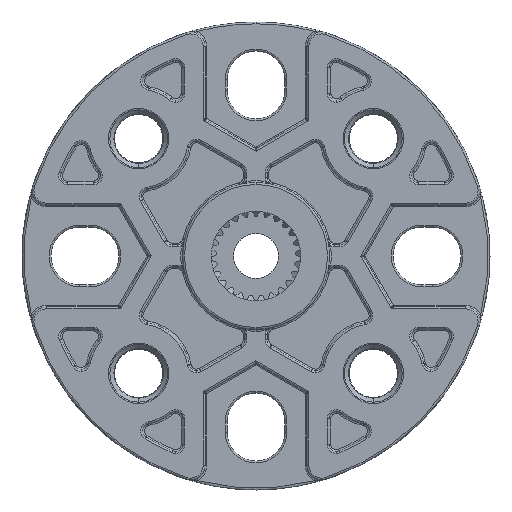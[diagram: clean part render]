
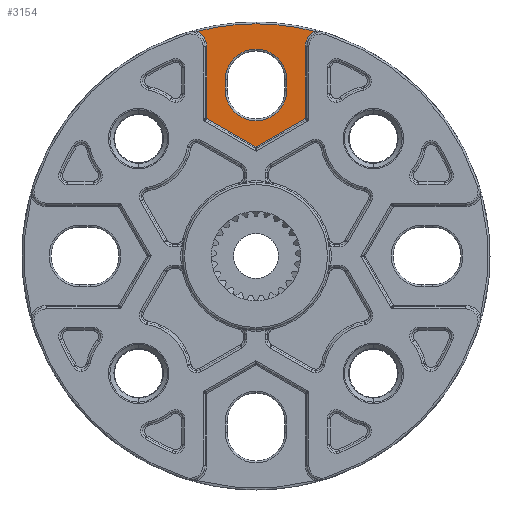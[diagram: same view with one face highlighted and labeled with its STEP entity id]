
A CAD part, front view. The second image highlights one B-rep face of the part: STEP entity #3154.
In plain terms, the highlighted planar face has unit normal (0, -1, 0).
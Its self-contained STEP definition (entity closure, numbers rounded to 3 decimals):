
#388 = CARTESIAN_POINT ( 'NONE',  ( -2.1, 5.5, 11.314 ) ) ;
#422 = DIRECTION ( 'NONE',  ( 0., 0., 1. ) ) ;
#920 = DIRECTION ( 'NONE',  ( 0., 0., 1. ) ) ;
#1095 = EDGE_CURVE ( 'NONE', #18928, #23444, #26808, .T. ) ;
#1564 = VERTEX_POINT ( 'NONE', #27765 ) ;
#2165 = DIRECTION ( 'NONE',  ( 0., 0., 1. ) ) ;
#2460 = DIRECTION ( 'NONE',  ( 0., 0., -1. ) ) ;
#2712 = VERTEX_POINT ( 'NONE', #31347 ) ;
#2854 = ORIENTED_EDGE ( 'NONE', *, *, #19614, .T. ) ;
#3154 = ADVANCED_FACE ( 'NONE', ( #4855, #12880 ), #11699, .F. ) ;
#3558 = EDGE_CURVE ( 'NONE', #11434, #17774, #6071, .T. ) ;
#3617 = VECTOR ( 'NONE', #22642, 1000. ) ;
#3861 = AXIS2_PLACEMENT_3D ( 'NONE', #30663, #14413, #920 ) ;
#4211 = CIRCLE ( 'NONE', #28407, 15.825 ) ;
#4855 = FACE_OUTER_BOUND ( 'NONE', #23191, .T. ) ;
#5322 = LINE ( 'NONE', #11892, #3617 ) ;
#6068 = DIRECTION ( 'NONE',  ( 0., 0., 1. ) ) ;
#6071 = LINE ( 'NONE', #9122, #6927 ) ;
#6375 = EDGE_CURVE ( 'NONE', #9869, #28145, #11621, .T. ) ;
#6727 = VERTEX_POINT ( 'NONE', #8008 ) ;
#6927 = VECTOR ( 'NONE', #28036, 1000. ) ;
#7603 = VECTOR ( 'NONE', #422, 1000. ) ;
#8008 = CARTESIAN_POINT ( 'NONE',  ( -4.038, 5.5, 15.301 ) ) ;
#8258 = CARTESIAN_POINT ( 'NONE',  ( 0., 5.5, 0. ) ) ;
#8498 = ORIENTED_EDGE ( 'NONE', *, *, #32886, .T. ) ;
#8778 = VERTEX_POINT ( 'NONE', #28820 ) ;
#9122 = CARTESIAN_POINT ( 'NONE',  ( -2.1, 5.5, 0. ) ) ;
#9188 = DIRECTION ( 'NONE',  ( 0., 0., 1. ) ) ;
#9869 = VERTEX_POINT ( 'NONE', #18998 ) ;
#10133 = EDGE_CURVE ( 'NONE', #17774, #18928, #33282, .T. ) ;
#10618 = ORIENTED_EDGE ( 'NONE', *, *, #30189, .T. ) ;
#11023 = EDGE_CURVE ( 'NONE', #8778, #1564, #5322, .T. ) ;
#11352 = ORIENTED_EDGE ( 'NONE', *, *, #11023, .T. ) ;
#11434 = VERTEX_POINT ( 'NONE', #388 ) ;
#11621 = CIRCLE ( 'NONE', #29963, 15.825 ) ;
#11677 = DIRECTION ( 'NONE',  ( 0., 1., 0. ) ) ;
#11699 = PLANE ( 'NONE',  #3861 ) ;
#11704 = VECTOR ( 'NONE', #16384, 1000. ) ;
#11800 = CARTESIAN_POINT ( 'NONE',  ( 0., 5.5, 0. ) ) ;
#11892 = CARTESIAN_POINT ( 'NONE',  ( 0.063, 5.5, 7.409 ) ) ;
#12417 = ORIENTED_EDGE ( 'NONE', *, *, #34591, .T. ) ;
#12880 = FACE_BOUND ( 'NONE', #19119, .T. ) ;
#13145 = CARTESIAN_POINT ( 'NONE',  ( 0., 5.5, 12. ) ) ;
#13700 = DIRECTION ( 'NONE',  ( 0., -1., 0. ) ) ;
#14115 = DIRECTION ( 'NONE',  ( 0., 1., 0. ) ) ;
#14154 = LINE ( 'NONE', #17983, #28564 ) ;
#14185 = VECTOR ( 'NONE', #18269, 1000. ) ;
#14304 = VERTEX_POINT ( 'NONE', #18795 ) ;
#14413 = DIRECTION ( 'NONE',  ( 0., 1., 0. ) ) ;
#14971 = ORIENTED_EDGE ( 'NONE', *, *, #1095, .T. ) ;
#15424 = EDGE_CURVE ( 'NONE', #2712, #14304, #30061, .T. ) ;
#15815 = DIRECTION ( 'NONE',  ( 0., -1., 0. ) ) ;
#15825 = CARTESIAN_POINT ( 'NONE',  ( 3.413, 5.5, 9.416 ) ) ;
#16201 = ORIENTED_EDGE ( 'NONE', *, *, #23897, .T. ) ;
#16384 = DIRECTION ( 'NONE',  ( 0.866, 0., 0.5 ) ) ;
#16493 = CARTESIAN_POINT ( 'NONE',  ( 0., 5.5, 11.314 ) ) ;
#16786 = EDGE_CURVE ( 'NONE', #30316, #11434, #32079, .T. ) ;
#17196 = DIRECTION ( 'NONE',  ( 0., 1., 0. ) ) ;
#17634 = LINE ( 'NONE', #15825, #11704 ) ;
#17774 = VERTEX_POINT ( 'NONE', #31189 ) ;
#17983 = CARTESIAN_POINT ( 'NONE',  ( -3.35, 5.5, 0. ) ) ;
#18047 = CARTESIAN_POINT ( 'NONE',  ( 2.1, 5.5, 11.314 ) ) ;
#18269 = DIRECTION ( 'NONE',  ( 0., 0., -1. ) ) ;
#18465 = DIRECTION ( 'NONE',  ( 0., 1., 0. ) ) ;
#18694 = ORIENTED_EDGE ( 'NONE', *, *, #3558, .T. ) ;
#18795 = CARTESIAN_POINT ( 'NONE',  ( 3.35, 5.5, 14.265 ) ) ;
#18928 = VERTEX_POINT ( 'NONE', #26645 ) ;
#18998 = CARTESIAN_POINT ( 'NONE',  ( 4.038, 5.5, 15.301 ) ) ;
#19119 = EDGE_LOOP ( 'NONE', ( #19218, #18694, #21982, #14971, #10618 ) ) ;
#19218 = ORIENTED_EDGE ( 'NONE', *, *, #16786, .T. ) ;
#19614 = EDGE_CURVE ( 'NONE', #1564, #2712, #17634, .T. ) ;
#19839 = DIRECTION ( 'NONE',  ( 0., 0., 1. ) ) ;
#20658 = AXIS2_PLACEMENT_3D ( 'NONE', #28021, #11677, #19839 ) ;
#21005 = CARTESIAN_POINT ( 'NONE',  ( -3.35, 5.5, 14.265 ) ) ;
#21266 = AXIS2_PLACEMENT_3D ( 'NONE', #13145, #18465, #2165 ) ;
#21962 = DIRECTION ( 'NONE',  ( 0., 1., 0. ) ) ;
#21982 = ORIENTED_EDGE ( 'NONE', *, *, #10133, .T. ) ;
#22637 = CARTESIAN_POINT ( 'NONE',  ( 0., 5.5, 15.825 ) ) ;
#22642 = DIRECTION ( 'NONE',  ( 0.866, 0., -0.5 ) ) ;
#23191 = EDGE_LOOP ( 'NONE', ( #12417, #11352, #2854, #24876, #8498, #28909, #16201, #24218 ) ) ;
#23444 = VERTEX_POINT ( 'NONE', #29470 ) ;
#23897 = EDGE_CURVE ( 'NONE', #28145, #6727, #4211, .T. ) ;
#24218 = ORIENTED_EDGE ( 'NONE', *, *, #24557, .T. ) ;
#24557 = EDGE_CURVE ( 'NONE', #6727, #34760, #25475, .T. ) ;
#24876 = ORIENTED_EDGE ( 'NONE', *, *, #15424, .T. ) ;
#25475 = CIRCLE ( 'NONE', #30034, 1.125 ) ;
#26645 = CARTESIAN_POINT ( 'NONE',  ( 0., 5.5, 14.1 ) ) ;
#26808 = CIRCLE ( 'NONE', #21266, 2.1 ) ;
#27411 = DIRECTION ( 'NONE',  ( 0., 0., 1. ) ) ;
#27765 = CARTESIAN_POINT ( 'NONE',  ( 0., 5.5, 7.445 ) ) ;
#28020 = AXIS2_PLACEMENT_3D ( 'NONE', #33658, #17196, #9188 ) ;
#28021 = CARTESIAN_POINT ( 'NONE',  ( 4.475, 5.5, 14.265 ) ) ;
#28036 = DIRECTION ( 'NONE',  ( 0., 0., 1. ) ) ;
#28145 = VERTEX_POINT ( 'NONE', #22637 ) ;
#28407 = AXIS2_PLACEMENT_3D ( 'NONE', #8258, #15815, #34741 ) ;
#28564 = VECTOR ( 'NONE', #2460, 1000. ) ;
#28820 = CARTESIAN_POINT ( 'NONE',  ( -3.35, 5.5, 9.38 ) ) ;
#28909 = ORIENTED_EDGE ( 'NONE', *, *, #6375, .T. ) ;
#29105 = CIRCLE ( 'NONE', #20658, 1.125 ) ;
#29470 = CARTESIAN_POINT ( 'NONE',  ( 2.1, 5.5, 12. ) ) ;
#29963 = AXIS2_PLACEMENT_3D ( 'NONE', #11800, #13700, #30047 ) ;
#30034 = AXIS2_PLACEMENT_3D ( 'NONE', #30225, #14115, #6068 ) ;
#30047 = DIRECTION ( 'NONE',  ( 0., 0., 1. ) ) ;
#30061 = LINE ( 'NONE', #32151, #7603 ) ;
#30189 = EDGE_CURVE ( 'NONE', #23444, #30316, #32228, .T. ) ;
#30225 = CARTESIAN_POINT ( 'NONE',  ( -4.475, 5.5, 14.265 ) ) ;
#30316 = VERTEX_POINT ( 'NONE', #18047 ) ;
#30663 = CARTESIAN_POINT ( 'NONE',  ( 0., 5.5, 0. ) ) ;
#31189 = CARTESIAN_POINT ( 'NONE',  ( -2.1, 5.5, 12. ) ) ;
#31347 = CARTESIAN_POINT ( 'NONE',  ( 3.35, 5.5, 9.38 ) ) ;
#32079 = CIRCLE ( 'NONE', #32481, 2.1 ) ;
#32151 = CARTESIAN_POINT ( 'NONE',  ( 3.35, 5.5, 14.265 ) ) ;
#32228 = LINE ( 'NONE', #34272, #14185 ) ;
#32481 = AXIS2_PLACEMENT_3D ( 'NONE', #16493, #21962, #27411 ) ;
#32886 = EDGE_CURVE ( 'NONE', #14304, #9869, #29105, .T. ) ;
#33282 = CIRCLE ( 'NONE', #28020, 2.1 ) ;
#33658 = CARTESIAN_POINT ( 'NONE',  ( 0., 5.5, 12. ) ) ;
#34272 = CARTESIAN_POINT ( 'NONE',  ( 2.1, 5.5, 0. ) ) ;
#34591 = EDGE_CURVE ( 'NONE', #34760, #8778, #14154, .T. ) ;
#34741 = DIRECTION ( 'NONE',  ( 0., 0., 1. ) ) ;
#34760 = VERTEX_POINT ( 'NONE', #21005 ) ;
